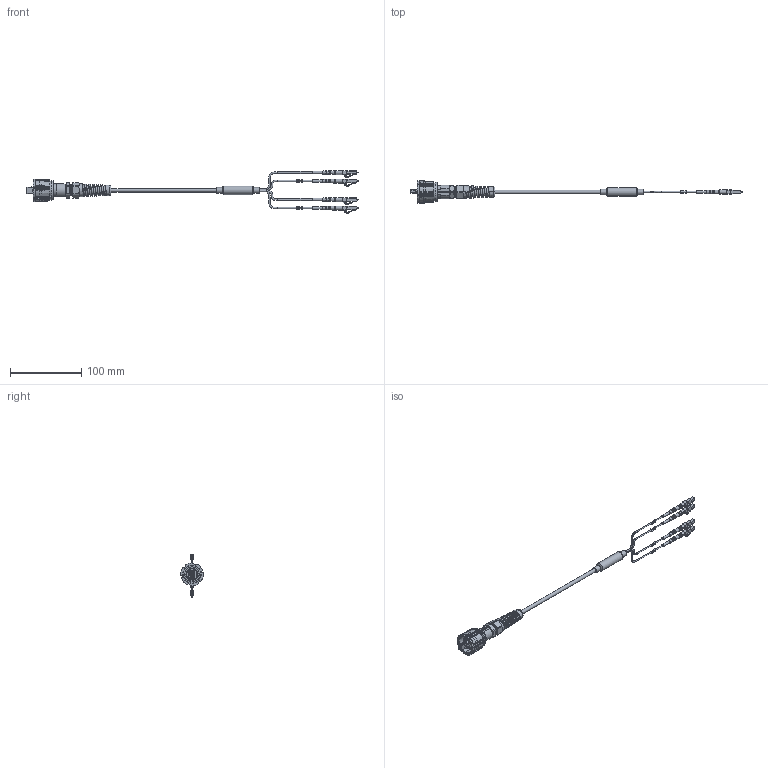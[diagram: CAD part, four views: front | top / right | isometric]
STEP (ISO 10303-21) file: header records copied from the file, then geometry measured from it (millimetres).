
FILE_DESCRIPTION (( 'STEP AP214' ), '1' );
FILE_NAME ('FOCS2ODMPFBLCA12.step', '2022-10-19T19:01:35', ( '' ), ( '' ), 'SwSTEP 2.0', 'SolidWorks 2022', '' );
FILE_SCHEMA (( 'AUTOMOTIVE_DESIGN' ));
Length unit declared in the file: millimetre
Products named in the file (10): number ring^FOCS2ODMPFBLCA12; lszh om3 fiber cable, 5.0mm, 12f^FOCS2ODMPFBLCA12; FOC-IPMF^FOCS2ODMPFBLCA12; 2mm AQUA OM3 LSZH^FOCS2ODMPFBLCA12_AQUA; 1AF02-003-MA2^1AF02-003_FOCS2ODMPFBLCA12; 1AF02-003^FOCS2ODMPFBLCA12; 1AF02-003-MA1^1AF02-003_FOCS2ODMPFBLCA12; 1AF02-003-MA4^1AF02-003_FOCS2ODMPFBLCA12; fanout, heat shrink covered^FOCS2ODMPFBLCA12; FOCS2ODMPFBLCA12
Assembly tree (15 placements, depth 3):
  FOCS2ODMPFBLCA12
    FOC-IPMF^FOCS2ODMPFBLCA12
    lszh om3 fiber cable, 5.0mm, 12f^FOCS2ODMPFBLCA12
    fanout, heat shrink covered^FOCS2ODMPFBLCA12
    2mm AQUA OM3 LSZH^FOCS2ODMPFBLCA12_AQUA
    1AF02-003^FOCS2ODMPFBLCA12  x4
      1AF02-003-MA1^1AF02-003_FOCS2ODMPFBLCA12
      1AF02-003-MA2^1AF02-003_FOCS2ODMPFBLCA12
      1AF02-003-MA4^1AF02-003_FOCS2ODMPFBLCA12
    number ring^FOCS2ODMPFBLCA12  x4
Bounding box: 466.44 x 31.55 x 60.28 mm (x, y, z)
Volume: 49241.3 mm3; surface area: 36687.7 mm2
Topology: 38 solids, 44 shells, 2650 faces, 6644 edges, 4108 vertices
Faces by surface type: plane 1057, cylinder 845, bspline 378, cone 175, sphere 100, torus 95
Full cylindrical faces by diameter (mm): 1.27 x4, 2 x6, 2.159 x4, 2.286 x4, 2.819 x4, 2.87 x8, 3.048 x12, 3.175 x8, 3.2 x12, 3.556 x12, 3.683 x4, 5 x1, 5.588 x4, 8 x2, 12 x1
Entity records: 79950 total; most frequent: CARTESIAN_POINT 33643, ORIENTED_EDGE 9406, DIRECTION 7943, EDGE_CURVE 4703, VERTEX_POINT 3001, AXIS2_PLACEMENT_3D 2814, LINE 2315, VECTOR 2315
